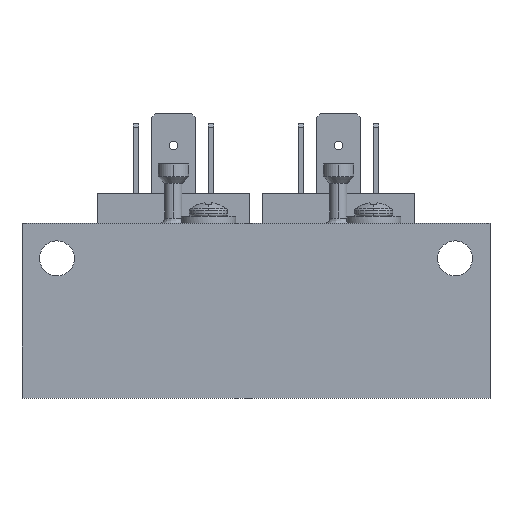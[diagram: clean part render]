
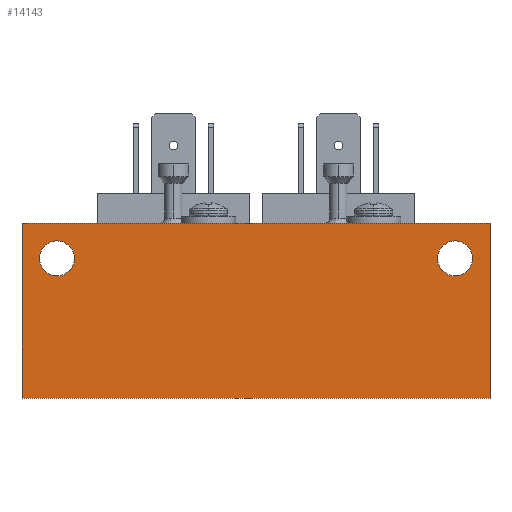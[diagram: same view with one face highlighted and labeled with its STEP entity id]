
A CAD part, front view. The second image highlights one B-rep face of the part: STEP entity #14143.
In plain terms, the highlighted planar face has unit normal (0, -1, 0).
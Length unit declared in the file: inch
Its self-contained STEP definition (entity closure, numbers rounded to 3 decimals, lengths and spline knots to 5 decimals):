
#574 = CARTESIAN_POINT ( 'NONE',  ( -2.477, 0., -0.2 ) ) ;
#1028 = DIRECTION ( 'NONE',  ( 1., 0., 0. ) ) ;
#1447 = DIRECTION ( 'NONE',  ( 0., 1., 0. ) ) ;
#1508 = DIRECTION ( 'NONE',  ( 0., 0., 1. ) ) ;
#1574 = VECTOR ( 'NONE', #5858, 39.37008 ) ;
#2071 = ORIENTED_EDGE ( 'NONE', *, *, #20869, .F. ) ;
#2136 = CARTESIAN_POINT ( 'NONE',  ( -2.477, 0., -0.3 ) ) ;
#2189 = VERTEX_POINT ( 'NONE', #10849 ) ;
#2195 = VECTOR ( 'NONE', #1028, 39.37008 ) ;
#3143 = CARTESIAN_POINT ( 'NONE',  ( 0., 0., 0. ) ) ;
#3546 = ORIENTED_EDGE ( 'NONE', *, *, #18853, .F. ) ;
#3551 = CARTESIAN_POINT ( 'NONE',  ( 0., 0., -1. ) ) ;
#3739 = ORIENTED_EDGE ( 'NONE', *, *, #9161, .T. ) ;
#3982 = AXIS2_PLACEMENT_3D ( 'NONE', #3143, #1447, #11295 ) ;
#4054 = VERTEX_POINT ( 'NONE', #18823 ) ;
#4619 = EDGE_LOOP ( 'NONE', ( #7293, #3546 ) ) ;
#4804 = DIRECTION ( 'NONE',  ( 0., -1., 0. ) ) ;
#4944 = FACE_BOUND ( 'NONE', #4619, .T. ) ;
#5087 = CARTESIAN_POINT ( 'NONE',  ( -0.2, 0., -0.3 ) ) ;
#5146 = EDGE_CURVE ( 'NONE', #2189, #11976, #14179, .T. ) ;
#5211 = EDGE_CURVE ( 'NONE', #18144, #7197, #8440, .T. ) ;
#5810 = LINE ( 'NONE', #10573, #2195 ) ;
#5858 = DIRECTION ( 'NONE',  ( 0., 0., 1. ) ) ;
#6235 = AXIS2_PLACEMENT_3D ( 'NONE', #16050, #4804, #1508 ) ;
#6554 = VERTEX_POINT ( 'NONE', #14975 ) ;
#6639 = FACE_BOUND ( 'NONE', #16424, .T. ) ;
#6862 = ORIENTED_EDGE ( 'NONE', *, *, #5211, .F. ) ;
#7197 = VERTEX_POINT ( 'NONE', #5087 ) ;
#7293 = ORIENTED_EDGE ( 'NONE', *, *, #5146, .F. ) ;
#7583 = CARTESIAN_POINT ( 'NONE',  ( -0.2, 0., -0.2 ) ) ;
#7666 = ORIENTED_EDGE ( 'NONE', *, *, #13451, .T. ) ;
#8035 = VECTOR ( 'NONE', #10495, 39.37008 ) ;
#8344 = DIRECTION ( 'NONE',  ( 1., 0., 0. ) ) ;
#8440 = CIRCLE ( 'NONE', #20313, 0.1 ) ;
#9161 = EDGE_CURVE ( 'NONE', #4054, #14889, #18107, .T. ) ;
#10464 = CARTESIAN_POINT ( 'NONE',  ( 0., 0., -1. ) ) ;
#10495 = DIRECTION ( 'NONE',  ( 0., 0., 1. ) ) ;
#10573 = CARTESIAN_POINT ( 'NONE',  ( 0., 0., 0. ) ) ;
#10849 = CARTESIAN_POINT ( 'NONE',  ( -2.477, 0., -0.1 ) ) ;
#11105 = VECTOR ( 'NONE', #8344, 39.37008 ) ;
#11295 = DIRECTION ( 'NONE',  ( 0., 0., 1. ) ) ;
#11382 = CARTESIAN_POINT ( 'NONE',  ( 0., 0., -0.5 ) ) ;
#11496 = LINE ( 'NONE', #11382, #8035 ) ;
#11927 = DIRECTION ( 'NONE',  ( 0., 0., 1. ) ) ;
#11976 = VERTEX_POINT ( 'NONE', #2136 ) ;
#12227 = LINE ( 'NONE', #18722, #1574 ) ;
#12733 = EDGE_LOOP ( 'NONE', ( #3739, #7666, #2071, #18288 ) ) ;
#12815 = EDGE_CURVE ( 'NONE', #7197, #18144, #17166, .T. ) ;
#12826 = ORIENTED_EDGE ( 'NONE', *, *, #12815, .F. ) ;
#12996 = VERTEX_POINT ( 'NONE', #14387 ) ;
#13451 = EDGE_CURVE ( 'NONE', #14889, #12996, #11496, .T. ) ;
#14143 = ADVANCED_FACE ( 'Defeatured_0_15', ( #20892, #6639, #4944 ), #17699, .F. ) ;
#14179 = CIRCLE ( 'NONE', #15890, 0.1 ) ;
#14387 = CARTESIAN_POINT ( 'NONE',  ( 0., 0., 0. ) ) ;
#14889 = VERTEX_POINT ( 'NONE', #10464 ) ;
#14975 = CARTESIAN_POINT ( 'NONE',  ( -2.677, 0., 0. ) ) ;
#15890 = AXIS2_PLACEMENT_3D ( 'NONE', #574, #20039, #11927 ) ;
#16050 = CARTESIAN_POINT ( 'NONE',  ( -2.477, 0., -0.2 ) ) ;
#16060 = CIRCLE ( 'NONE', #6235, 0.1 ) ;
#16156 = AXIS2_PLACEMENT_3D ( 'NONE', #18127, #16326, #16542 ) ;
#16326 = DIRECTION ( 'NONE',  ( 0., -1., 0. ) ) ;
#16424 = EDGE_LOOP ( 'NONE', ( #6862, #12826 ) ) ;
#16426 = EDGE_CURVE ( 'NONE', #4054, #6554, #12227, .T. ) ;
#16542 = DIRECTION ( 'NONE',  ( 0., 0., 1. ) ) ;
#16994 = CARTESIAN_POINT ( 'NONE',  ( -0.2, 0., -0.1 ) ) ;
#17039 = DIRECTION ( 'NONE',  ( 0., -1., 0. ) ) ;
#17166 = CIRCLE ( 'NONE', #16156, 0.1 ) ;
#17699 = PLANE ( 'NONE',  #3982 ) ;
#18107 = LINE ( 'NONE', #3551, #11105 ) ;
#18127 = CARTESIAN_POINT ( 'NONE',  ( -0.2, 0., -0.2 ) ) ;
#18144 = VERTEX_POINT ( 'NONE', #16994 ) ;
#18288 = ORIENTED_EDGE ( 'NONE', *, *, #16426, .F. ) ;
#18722 = CARTESIAN_POINT ( 'NONE',  ( -2.677, 0., -0.5 ) ) ;
#18823 = CARTESIAN_POINT ( 'NONE',  ( -2.677, 0., -1. ) ) ;
#18853 = EDGE_CURVE ( 'NONE', #11976, #2189, #16060, .T. ) ;
#20039 = DIRECTION ( 'NONE',  ( 0., -1., 0. ) ) ;
#20313 = AXIS2_PLACEMENT_3D ( 'NONE', #7583, #17039, #20677 ) ;
#20677 = DIRECTION ( 'NONE',  ( 0., 0., 1. ) ) ;
#20869 = EDGE_CURVE ( 'NONE', #6554, #12996, #5810, .T. ) ;
#20892 = FACE_OUTER_BOUND ( 'NONE', #12733, .T. ) ;
